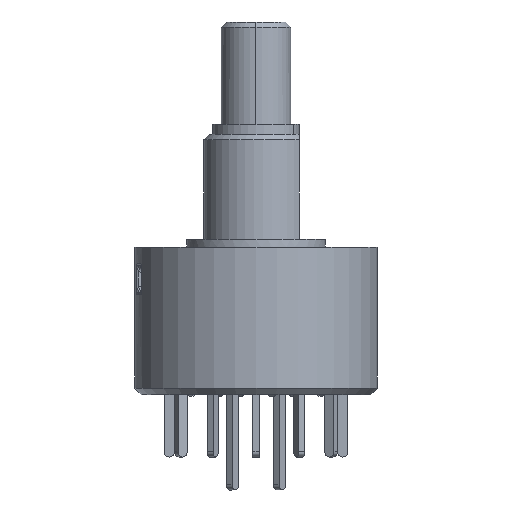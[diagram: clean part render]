
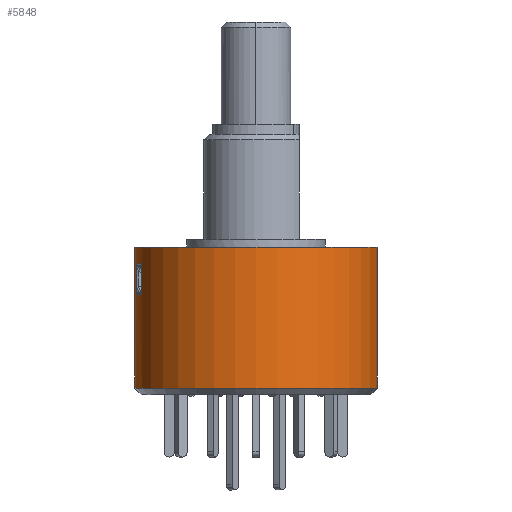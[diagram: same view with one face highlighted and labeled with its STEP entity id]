
A CAD part, left-side view. The second image highlights one B-rep face of the part: STEP entity #5848.
In plain terms, the highlighted cylindrical face has radius 7 mm (diameter 14 mm), a partial arc.
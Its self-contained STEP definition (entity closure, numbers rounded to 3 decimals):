
#743 = EDGE_CURVE ( 'NONE', #16134, #5439, #4274, .T. ) ;
#821 = EDGE_CURVE ( 'NONE', #4011, #15716, #18428, .T. ) ;
#1877 = ORIENTED_EDGE ( 'NONE', *, *, #18983, .F. ) ;
#1978 = CARTESIAN_POINT ( 'NONE',  ( 0., 0., -8.574 ) ) ;
#2053 = DIRECTION ( 'NONE',  ( 0., -1., 0. ) ) ;
#2167 = CARTESIAN_POINT ( 'NONE',  ( 0., -7., -8.574 ) ) ;
#2267 = EDGE_LOOP ( 'NONE', ( #1877, #11356, #11429, #7408 ) ) ;
#2602 = CARTESIAN_POINT ( 'NONE',  ( -1.226, 6.892, -1.425 ) ) ;
#2997 = DIRECTION ( 'NONE',  ( 0., 0., -1. ) ) ;
#3004 =( BOUNDED_CURVE ( )  B_SPLINE_CURVE ( 3, ( #2602, #5569, #17276, #9929 ),
 .UNSPECIFIED., .F., .F. ) 
 B_SPLINE_CURVE_WITH_KNOTS ( ( 4, 4 ),
 ( 3.056, 3.227 ),
 .UNSPECIFIED. ) 
 CURVE ( )  GEOMETRIC_REPRESENTATION_ITEM ( )  RATIONAL_B_SPLINE_CURVE ( ( 1., 0.998, 0.998, 1. ) ) 
 REPRESENTATION_ITEM ( '' )  );
#3054 = DIRECTION ( 'NONE',  ( 0., 1., 0. ) ) ;
#3106 =( BOUNDED_CURVE ( )  B_SPLINE_CURVE ( 3, ( #16163, #10436, #10301, #10372 ),
 .UNSPECIFIED., .F., .T. ) 
 B_SPLINE_CURVE_WITH_KNOTS ( ( 4, 4 ),
 ( 6.197, 6.283 ),
 .UNSPECIFIED. ) 
 CURVE ( )  GEOMETRIC_REPRESENTATION_ITEM ( )  RATIONAL_B_SPLINE_CURVE ( ( 1., 0.999, 0.999, 1. ) ) 
 REPRESENTATION_ITEM ( '' )  );
#3369 = VECTOR ( 'NONE', #8181, 1000. ) ;
#3837 = DIRECTION ( 'NONE',  ( 0., 0., -1. ) ) ;
#4011 = VERTEX_POINT ( 'NONE', #13780 ) ;
#4051 = ORIENTED_EDGE ( 'NONE', *, *, #743, .T. ) ;
#4242 =( BOUNDED_CURVE ( )  B_SPLINE_CURVE ( 3, ( #14980, #14778, #5949, #17835 ),
 .UNSPECIFIED., .F., .F. ) 
 B_SPLINE_CURVE_WITH_KNOTS ( ( 4, 4 ),
 ( 0., 0.086 ),
 .UNSPECIFIED. ) 
 CURVE ( )  GEOMETRIC_REPRESENTATION_ITEM ( )  RATIONAL_B_SPLINE_CURVE ( ( 1., 0.999, 0.999, 1. ) ) 
 REPRESENTATION_ITEM ( '' )  );
#4274 = LINE ( 'NONE', #13484, #3369 ) ;
#4733 = LINE ( 'NONE', #18769, #15806 ) ;
#4904 = DIRECTION ( 'NONE',  ( 0., 0., 1. ) ) ;
#5370 = FACE_BOUND ( 'NONE', #6713, .T. ) ;
#5439 = VERTEX_POINT ( 'NONE', #18211 ) ;
#5565 = AXIS2_PLACEMENT_3D ( 'NONE', #10806, #4904, #6435 ) ;
#5569 = CARTESIAN_POINT ( 'NONE',  ( -1.62, 6.822, -1.406 ) ) ;
#5664 = CARTESIAN_POINT ( 'NONE',  ( -2.384, 6.581, -3.152 ) ) ;
#5848 = ADVANCED_FACE ( 'NONE', ( #11164, #5370 ), #7275, .T. ) ;
#5949 = CARTESIAN_POINT ( 'NONE',  ( -1.423, 6.857, -3.162 ) ) ;
#6084 = EDGE_CURVE ( 'NONE', #18242, #14013, #16990, .T. ) ;
#6435 = DIRECTION ( 'NONE',  ( 0., -1., 0. ) ) ;
#6549 = AXIS2_PLACEMENT_3D ( 'NONE', #16357, #2997, #3054 ) ;
#6639 = DIRECTION ( 'NONE',  ( 0., 0., -1. ) ) ;
#6713 = EDGE_LOOP ( 'NONE', ( #17966, #16472, #4051, #11151, #8797 ) ) ;
#7172 = AXIS2_PLACEMENT_3D ( 'NONE', #1978, #15280, #2053 ) ;
#7275 = CYLINDRICAL_SURFACE ( 'NONE', #6549, 7. ) ;
#7408 = ORIENTED_EDGE ( 'NONE', *, *, #6084, .T. ) ;
#8181 = DIRECTION ( 'NONE',  ( 0., 0., 1. ) ) ;
#8509 = VECTOR ( 'NONE', #6639, 1000. ) ;
#8797 = ORIENTED_EDGE ( 'NONE', *, *, #821, .T. ) ;
#9419 = CARTESIAN_POINT ( 'NONE',  ( 0., 7., -0.45 ) ) ;
#9479 = CARTESIAN_POINT ( 'NONE',  ( -2.384, 6.581, -0.45 ) ) ;
#9666 = CARTESIAN_POINT ( 'NONE',  ( -1.812, 6.761, -3.167 ) ) ;
#9786 = VERTEX_POINT ( 'NONE', #17772 ) ;
#9929 = CARTESIAN_POINT ( 'NONE',  ( -2.384, 6.581, -1.425 ) ) ;
#10001 = VECTOR ( 'NONE', #12349, 1000. ) ;
#10301 = CARTESIAN_POINT ( 'NONE',  ( -2.005, 6.71, -3.167 ) ) ;
#10372 = CARTESIAN_POINT ( 'NONE',  ( -1.812, 6.761, -3.167 ) ) ;
#10436 = CARTESIAN_POINT ( 'NONE',  ( -2.196, 6.65, -3.162 ) ) ;
#10806 = CARTESIAN_POINT ( 'NONE',  ( 0., 0., -0.45 ) ) ;
#11151 = ORIENTED_EDGE ( 'NONE', *, *, #14015, .T. ) ;
#11164 = FACE_OUTER_BOUND ( 'NONE', #2267, .T. ) ;
#11356 = ORIENTED_EDGE ( 'NONE', *, *, #13017, .F. ) ;
#11428 = EDGE_CURVE ( 'NONE', #15716, #17082, #3106, .T. ) ;
#11429 = ORIENTED_EDGE ( 'NONE', *, *, #11599, .T. ) ;
#11599 = EDGE_CURVE ( 'NONE', #17474, #18242, #16691, .T. ) ;
#12349 = DIRECTION ( 'NONE',  ( 0., 0., -1. ) ) ;
#13017 = EDGE_CURVE ( 'NONE', #17474, #9786, #14733, .T. ) ;
#13484 = CARTESIAN_POINT ( 'NONE',  ( -1.226, 6.892, -0.45 ) ) ;
#13780 = CARTESIAN_POINT ( 'NONE',  ( -2.384, 6.581, -1.425 ) ) ;
#14013 = VERTEX_POINT ( 'NONE', #2167 ) ;
#14015 = EDGE_CURVE ( 'NONE', #5439, #4011, #3004, .T. ) ;
#14115 = CARTESIAN_POINT ( 'NONE',  ( -1.226, 6.892, -3.152 ) ) ;
#14733 = CIRCLE ( 'NONE', #5565, 7. ) ;
#14778 = CARTESIAN_POINT ( 'NONE',  ( -1.618, 6.813, -3.167 ) ) ;
#14980 = CARTESIAN_POINT ( 'NONE',  ( -1.812, 6.761, -3.167 ) ) ;
#15280 = DIRECTION ( 'NONE',  ( 0., 0., 1. ) ) ;
#15592 = CARTESIAN_POINT ( 'NONE',  ( 0., 7., -0.45 ) ) ;
#15716 = VERTEX_POINT ( 'NONE', #5664 ) ;
#15806 = VECTOR ( 'NONE', #3837, 1000. ) ;
#16134 = VERTEX_POINT ( 'NONE', #14115 ) ;
#16163 = CARTESIAN_POINT ( 'NONE',  ( -2.384, 6.581, -3.152 ) ) ;
#16342 = CARTESIAN_POINT ( 'NONE',  ( 0., 7., -8.574 ) ) ;
#16357 = CARTESIAN_POINT ( 'NONE',  ( 0., 0., -0.45 ) ) ;
#16472 = ORIENTED_EDGE ( 'NONE', *, *, #16845, .T. ) ;
#16691 = LINE ( 'NONE', #9419, #10001 ) ;
#16845 = EDGE_CURVE ( 'NONE', #17082, #16134, #4242, .T. ) ;
#16990 = CIRCLE ( 'NONE', #7172, 7. ) ;
#17082 = VERTEX_POINT ( 'NONE', #9666 ) ;
#17276 = CARTESIAN_POINT ( 'NONE',  ( -2.007, 6.718, -1.406 ) ) ;
#17474 = VERTEX_POINT ( 'NONE', #15592 ) ;
#17772 = CARTESIAN_POINT ( 'NONE',  ( 0., -7., -0.45 ) ) ;
#17835 = CARTESIAN_POINT ( 'NONE',  ( -1.226, 6.892, -3.152 ) ) ;
#17966 = ORIENTED_EDGE ( 'NONE', *, *, #11428, .T. ) ;
#18211 = CARTESIAN_POINT ( 'NONE',  ( -1.226, 6.892, -1.425 ) ) ;
#18242 = VERTEX_POINT ( 'NONE', #16342 ) ;
#18428 = LINE ( 'NONE', #9479, #8509 ) ;
#18769 = CARTESIAN_POINT ( 'NONE',  ( 0., -7., -0.45 ) ) ;
#18983 = EDGE_CURVE ( 'NONE', #9786, #14013, #4733, .T. ) ;
